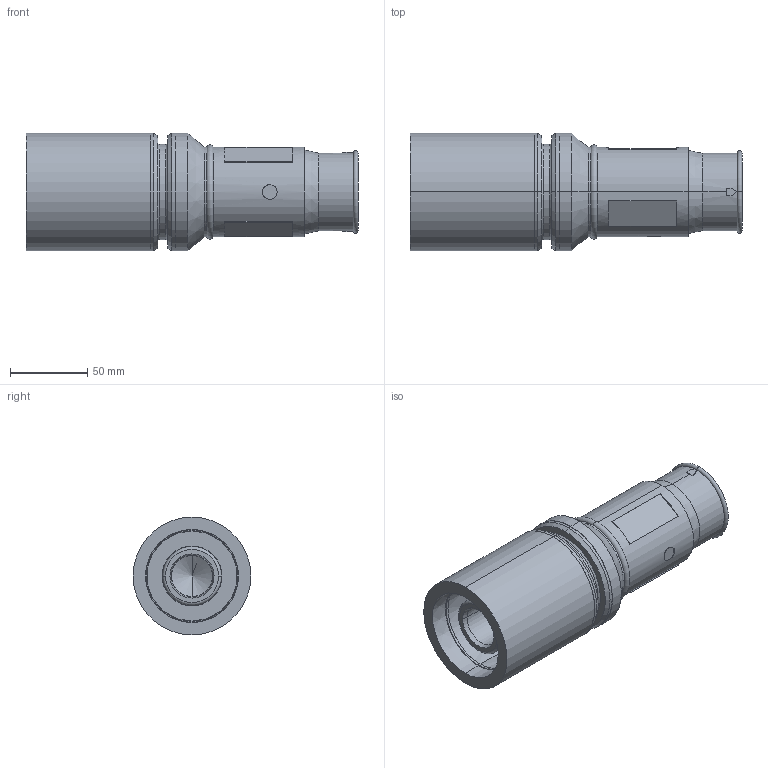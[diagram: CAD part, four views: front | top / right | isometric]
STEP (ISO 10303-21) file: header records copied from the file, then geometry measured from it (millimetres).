
FILE_DESCRIPTION (( 'STEP AP214' ), '1' );
FILE_NAME ('CATSTD-49F64-XXX.STEP', '2022-03-02T16:22:01', ( '' ), ( '' ), 'SwSTEP 2.0', 'SolidWorks 2020', '' );
FILE_SCHEMA (( 'AUTOMOTIVE_DESIGN' ));
Length unit declared in the file: inch
Products named in the file (1): CATSTD-49F64-XXX
Bounding box: 214.88 x 76.2 x 76.2 mm (x, y, z)
Volume: 467297 mm3; surface area: 104105.6 mm2
Topology: 1 solids, 1 shells, 165 faces, 356 edges, 210 vertices
Faces by surface type: plane 57, cylinder 54, cone 40, torus 14
Entity records: 5249 total; most frequent: DIRECTION 862, CARTESIAN_POINT 800, ORIENTED_EDGE 704, EDGE_CURVE 352, AXIS2_PLACEMENT_3D 350, VERTEX_POINT 210, EDGE_LOOP 186, CIRCLE 184
